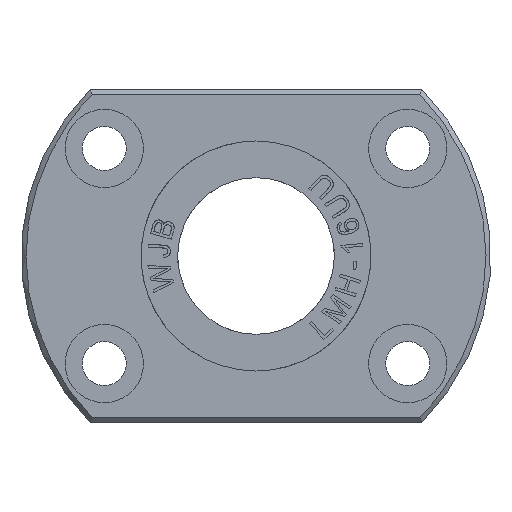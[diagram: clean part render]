
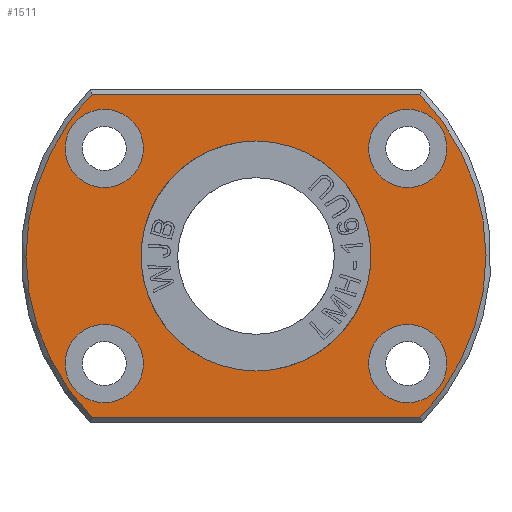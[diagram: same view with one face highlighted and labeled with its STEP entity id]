
A CAD part, left-side view. The second image highlights one B-rep face of the part: STEP entity #1511.
In plain terms, the highlighted planar face has unit normal (-1, 0, 0).
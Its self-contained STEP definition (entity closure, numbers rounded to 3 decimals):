
#1511=ADVANCED_FACE('',(#2495,#2496,#2497,#2498,#2499,#2500),#1852,.T.);
#1852=PLANE('',#6224);
#2069=B_SPLINE_CURVE_WITH_KNOTS('',3,(#7748,#7749,#7750,#7751,#7752,#7753,
#7754,#7755,#7756,#7757),.UNSPECIFIED.,.F.,.F.,(4,2,2,2,4),(0.,0.25,0.5,
0.75,1.),.UNSPECIFIED.);
#2070=B_SPLINE_CURVE_WITH_KNOTS('',3,(#7760,#7761,#7762,#7763,#7764,#7765,
#7766,#7767,#7768,#7769),.UNSPECIFIED.,.F.,.F.,(4,2,2,2,4),(0.,0.25,0.5,
0.75,1.),.UNSPECIFIED.);
#2071=B_SPLINE_CURVE_WITH_KNOTS('',3,(#7770,#7771,#7772,#7773,#7774,#7775),
 .UNSPECIFIED.,.F.,.F.,(4,2,4),(0.,0.5,1.),.UNSPECIFIED.);
#2072=B_SPLINE_CURVE_WITH_KNOTS('',3,(#7778,#7779,#7780,#7781),.UNSPECIFIED.,
 .F.,.F.,(4,4),(0.,1.),.UNSPECIFIED.);
#2073=B_SPLINE_CURVE_WITH_KNOTS('',3,(#7783,#7784,#7785,#7786,#7787,#7788),
 .UNSPECIFIED.,.F.,.F.,(4,2,4),(0.,0.5,1.),.UNSPECIFIED.);
#2074=B_SPLINE_CURVE_WITH_KNOTS('',3,(#7790,#7791,#7792,#7793),.UNSPECIFIED.,
 .F.,.F.,(4,4),(0.,1.),.UNSPECIFIED.);
#2495=FACE_BOUND('',#2597,.T.);
#2496=FACE_BOUND('',#2598,.T.);
#2497=FACE_BOUND('',#2599,.T.);
#2498=FACE_BOUND('',#2600,.T.);
#2499=FACE_BOUND('',#2601,.T.);
#2500=FACE_BOUND('',#2602,.T.);
#2597=EDGE_LOOP('',(#3011));
#2598=EDGE_LOOP('',(#3012));
#2599=EDGE_LOOP('',(#3013,#3014));
#2600=EDGE_LOOP('',(#3015,#3016,#3017,#3018));
#2601=EDGE_LOOP('',(#3019));
#2602=EDGE_LOOP('',(#3020));
#3011=ORIENTED_EDGE('',*,*,#5297,.T.);
#3012=ORIENTED_EDGE('',*,*,#5298,.T.);
#3013=ORIENTED_EDGE('',*,*,#5299,.T.);
#3014=ORIENTED_EDGE('',*,*,#5300,.T.);
#3015=ORIENTED_EDGE('',*,*,#5301,.F.);
#3016=ORIENTED_EDGE('',*,*,#5302,.F.);
#3017=ORIENTED_EDGE('',*,*,#5303,.F.);
#3018=ORIENTED_EDGE('',*,*,#5304,.F.);
#3019=ORIENTED_EDGE('',*,*,#5305,.T.);
#3020=ORIENTED_EDGE('',*,*,#5306,.T.);
#4719=VERTEX_POINT('',#7745);
#4720=VERTEX_POINT('',#7747);
#4721=VERTEX_POINT('',#7758);
#4722=VERTEX_POINT('',#7759);
#4723=VERTEX_POINT('',#7776);
#4724=VERTEX_POINT('',#7777);
#4725=VERTEX_POINT('',#7782);
#4726=VERTEX_POINT('',#7789);
#4727=VERTEX_POINT('',#7795);
#4728=VERTEX_POINT('',#7797);
#5297=EDGE_CURVE('',#4719,#4719,#6151,.T.);
#5298=EDGE_CURVE('',#4720,#4720,#6152,.T.);
#5299=EDGE_CURVE('',#4721,#4722,#2069,.T.);
#5300=EDGE_CURVE('',#4722,#4721,#2070,.T.);
#5301=EDGE_CURVE('',#4723,#4724,#2071,.T.);
#5302=EDGE_CURVE('',#4725,#4723,#2072,.T.);
#5303=EDGE_CURVE('',#4726,#4725,#2073,.T.);
#5304=EDGE_CURVE('',#4724,#4726,#2074,.T.);
#5305=EDGE_CURVE('',#4727,#4727,#6153,.T.);
#5306=EDGE_CURVE('',#4728,#4728,#6154,.T.);
#6151=CIRCLE('',#6220,4.);
#6152=CIRCLE('',#6221,4.);
#6153=CIRCLE('',#6222,4.);
#6154=CIRCLE('',#6223,4.);
#6220=AXIS2_PLACEMENT_3D('',#7744,#6553,#6554);
#6221=AXIS2_PLACEMENT_3D('',#7746,#6555,#6556);
#6222=AXIS2_PLACEMENT_3D('',#7794,#6557,#6558);
#6223=AXIS2_PLACEMENT_3D('',#7796,#6559,#6560);
#6224=AXIS2_PLACEMENT_3D('',#7798,#6561,#6562);
#6553=DIRECTION('',(1.,0.,0.));
#6554=DIRECTION('',(0.,0.,1.));
#6555=DIRECTION('',(1.,0.,0.));
#6556=DIRECTION('',(0.,0.,1.));
#6557=DIRECTION('',(1.,0.,0.));
#6558=DIRECTION('',(0.,0.,1.));
#6559=DIRECTION('',(1.,0.,0.));
#6560=DIRECTION('',(0.,0.,1.));
#6561=DIRECTION('',(-1.,0.,0.));
#6562=DIRECTION('',(0.,0.,1.));
#7744=CARTESIAN_POINT('',(0.,-15.5,10.996));
#7745=CARTESIAN_POINT('',(0.,-15.5,14.996));
#7746=CARTESIAN_POINT('',(0.,15.5,-10.996));
#7747=CARTESIAN_POINT('',(0.,15.5,-6.996));
#7748=CARTESIAN_POINT('',(0.,0.,-11.75));
#7749=CARTESIAN_POINT('',(0.,3.087,-11.75));
#7750=CARTESIAN_POINT('',(0.,6.127,-10.49));
#7751=CARTESIAN_POINT('',(0.,10.49,-6.127));
#7752=CARTESIAN_POINT('',(0.,11.75,-3.085));
#7753=CARTESIAN_POINT('',(0.,11.75,3.085));
#7754=CARTESIAN_POINT('',(0.,10.49,6.127));
#7755=CARTESIAN_POINT('',(0.,6.127,10.49));
#7756=CARTESIAN_POINT('',(0.,3.088,11.75));
#7757=CARTESIAN_POINT('',(0.,0.,11.75));
#7758=CARTESIAN_POINT('',(0.,0.,-11.75));
#7759=CARTESIAN_POINT('',(0.,0.,11.75));
#7760=CARTESIAN_POINT('',(0.,0.,11.75));
#7761=CARTESIAN_POINT('',(0.,-3.087,11.75));
#7762=CARTESIAN_POINT('',(0.,-6.127,10.49));
#7763=CARTESIAN_POINT('',(0.,-10.49,6.127));
#7764=CARTESIAN_POINT('',(0.,-11.75,3.085));
#7765=CARTESIAN_POINT('',(0.,-11.75,-3.085));
#7766=CARTESIAN_POINT('',(0.,-10.49,-6.127));
#7767=CARTESIAN_POINT('',(0.,-6.127,-10.49));
#7768=CARTESIAN_POINT('',(0.,-3.088,-11.75));
#7769=CARTESIAN_POINT('',(0.,0.,-11.75));
#7770=CARTESIAN_POINT('',(0.,-16.733,16.5));
#7771=CARTESIAN_POINT('',(0.,-21.014,12.158));
#7772=CARTESIAN_POINT('',(0.,-23.5,6.097));
#7773=CARTESIAN_POINT('',(0.,-23.5,-6.097));
#7774=CARTESIAN_POINT('',(0.,-21.014,-12.158));
#7775=CARTESIAN_POINT('',(0.,-16.733,-16.5));
#7776=CARTESIAN_POINT('',(0.,-16.733,16.5));
#7777=CARTESIAN_POINT('',(0.,-16.733,-16.5));
#7778=CARTESIAN_POINT('',(0.,16.733,16.5));
#7779=CARTESIAN_POINT('',(0.,5.578,16.5));
#7780=CARTESIAN_POINT('',(0.,-5.578,16.5));
#7781=CARTESIAN_POINT('',(0.,-16.733,16.5));
#7782=CARTESIAN_POINT('',(0.,16.733,16.5));
#7783=CARTESIAN_POINT('',(0.,16.733,-16.5));
#7784=CARTESIAN_POINT('',(0.,21.014,-12.158));
#7785=CARTESIAN_POINT('',(0.,23.5,-6.097));
#7786=CARTESIAN_POINT('',(0.,23.5,6.097));
#7787=CARTESIAN_POINT('',(0.,21.014,12.158));
#7788=CARTESIAN_POINT('',(0.,16.733,16.5));
#7789=CARTESIAN_POINT('',(0.,16.733,-16.5));
#7790=CARTESIAN_POINT('',(0.,-16.733,-16.5));
#7791=CARTESIAN_POINT('',(0.,-5.578,-16.5));
#7792=CARTESIAN_POINT('',(0.,5.578,-16.5));
#7793=CARTESIAN_POINT('',(0.,16.733,-16.5));
#7794=CARTESIAN_POINT('',(0.,-15.5,-10.996));
#7795=CARTESIAN_POINT('',(0.,-15.5,-6.996));
#7796=CARTESIAN_POINT('',(0.,15.5,10.996));
#7797=CARTESIAN_POINT('',(0.,15.5,14.996));
#7798=CARTESIAN_POINT('',(0.,-23.97,-23.5));
